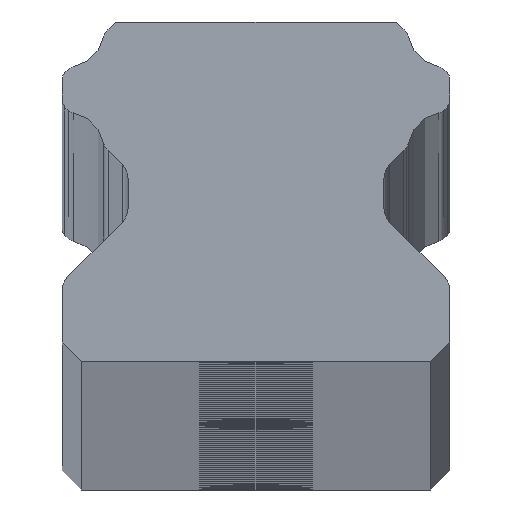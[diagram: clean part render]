
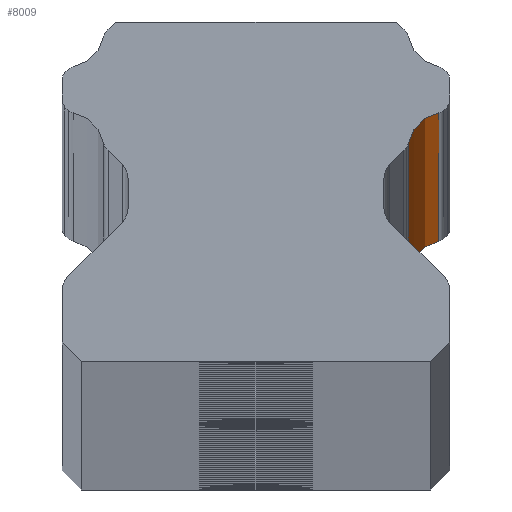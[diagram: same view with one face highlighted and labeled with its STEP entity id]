
A CAD part, top view. The second image highlights one B-rep face of the part: STEP entity #8009.
In plain terms, the highlighted cylindrical face has radius 2 mm (diameter 4 mm), a partial arc.
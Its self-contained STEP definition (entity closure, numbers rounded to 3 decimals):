
#124 = LINE ( 'NONE', #10899, #7101 ) ;
#350 = ORIENTED_EDGE ( 'NONE', *, *, #911, .F. ) ;
#911 = EDGE_CURVE ( 'NONE', #6450, #4697, #124, .T. ) ;
#1115 = VECTOR ( 'NONE', #5444, 1000. ) ;
#1319 = CIRCLE ( 'NONE', #2741, 2. ) ;
#1947 = CARTESIAN_POINT ( 'NONE',  ( 9.811, -3.146, -1900. ) ) ;
#2116 = DIRECTION ( 'NONE',  ( -1., 0., 0. ) ) ;
#2314 = EDGE_CURVE ( 'NONE', #10535, #6450, #1319, .T. ) ;
#2741 = AXIS2_PLACEMENT_3D ( 'NONE', #6991, #10473, #9716 ) ;
#3625 = CARTESIAN_POINT ( 'NONE',  ( 7.847, -2.767, 1900. ) ) ;
#3927 = DIRECTION ( 'NONE',  ( 0., 0., -1. ) ) ;
#4084 = CARTESIAN_POINT ( 'NONE',  ( 9.432, -1.182, -1900. ) ) ;
#4145 = AXIS2_PLACEMENT_3D ( 'NONE', #1947, #10765, #2116 ) ;
#4697 = VERTEX_POINT ( 'NONE', #4084 ) ;
#5444 = DIRECTION ( 'NONE',  ( 0., 0., -1. ) ) ;
#5666 = DIRECTION ( 'NONE',  ( 0., 0., -1. ) ) ;
#5893 = ORIENTED_EDGE ( 'NONE', *, *, #7982, .T. ) ;
#6191 = CARTESIAN_POINT ( 'NONE',  ( 9.432, -1.182, 1900. ) ) ;
#6450 = VERTEX_POINT ( 'NONE', #6191 ) ;
#6756 = CIRCLE ( 'NONE', #4145, 2. ) ;
#6991 = CARTESIAN_POINT ( 'NONE',  ( 9.811, -3.146, 1900. ) ) ;
#7034 = EDGE_LOOP ( 'NONE', ( #5893, #350, #8356, #8677 ) ) ;
#7101 = VECTOR ( 'NONE', #5666, 1000. ) ;
#7704 = FACE_OUTER_BOUND ( 'NONE', #7034, .T. ) ;
#7929 = CARTESIAN_POINT ( 'NONE',  ( 7.847, -2.767, -1900. ) ) ;
#7982 = EDGE_CURVE ( 'NONE', #10931, #4697, #6756, .T. ) ;
#8009 = ADVANCED_FACE ( 'NONE', ( #7704 ), #10877, .F. ) ;
#8302 = DIRECTION ( 'NONE',  ( -1., 0., 0. ) ) ;
#8356 = ORIENTED_EDGE ( 'NONE', *, *, #2314, .F. ) ;
#8360 = EDGE_CURVE ( 'NONE', #10535, #10931, #8934, .T. ) ;
#8677 = ORIENTED_EDGE ( 'NONE', *, *, #8360, .T. ) ;
#8934 = LINE ( 'NONE', #3625, #1115 ) ;
#9467 = CARTESIAN_POINT ( 'NONE',  ( 7.847, -2.767, 1900. ) ) ;
#9716 = DIRECTION ( 'NONE',  ( -1., 0., 0. ) ) ;
#10076 = CARTESIAN_POINT ( 'NONE',  ( 9.811, -3.146, 1900. ) ) ;
#10297 = AXIS2_PLACEMENT_3D ( 'NONE', #10076, #3927, #8302 ) ;
#10473 = DIRECTION ( 'NONE',  ( 0., 0., -1. ) ) ;
#10535 = VERTEX_POINT ( 'NONE', #9467 ) ;
#10765 = DIRECTION ( 'NONE',  ( 0., 0., -1. ) ) ;
#10877 = CYLINDRICAL_SURFACE ( 'NONE', #10297, 2. ) ;
#10899 = CARTESIAN_POINT ( 'NONE',  ( 9.432, -1.182, 1900. ) ) ;
#10931 = VERTEX_POINT ( 'NONE', #7929 ) ;
